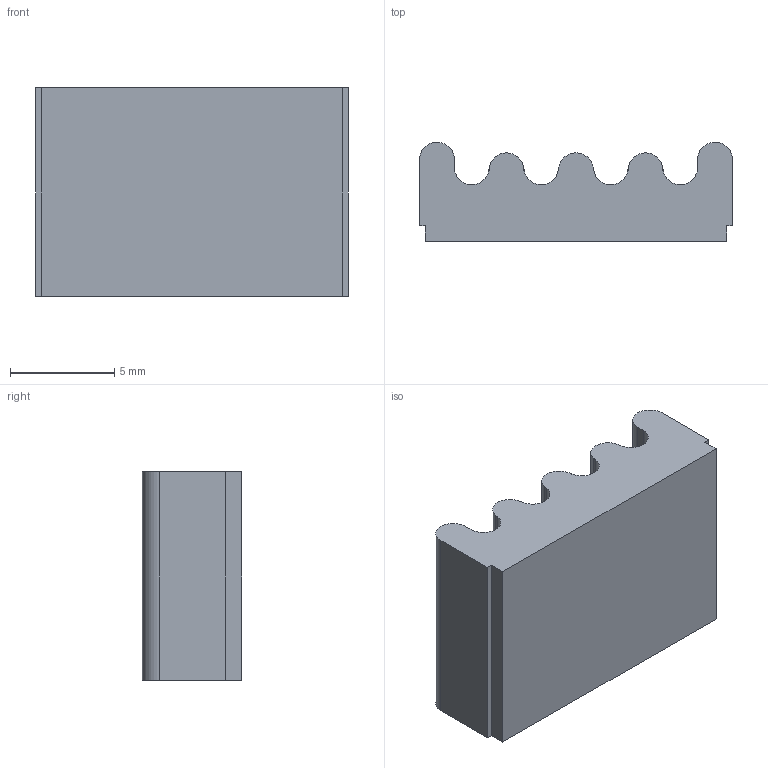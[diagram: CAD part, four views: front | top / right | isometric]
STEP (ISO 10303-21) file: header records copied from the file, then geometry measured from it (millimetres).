
FILE_DESCRIPTION (( 'STEP AP214' ), '1' );
FILE_NAME ('4504121-0_Industrilas.step', '2025-09-03T06:50:30', ( '' ), ( '' ), 'SwSTEP 2.0', 'SolidWorks 2010', '' );
FILE_SCHEMA (( 'AUTOMOTIVE_DESIGN' ));
Length unit declared in the file: millimetre
Products named in the file (1): 4504121-0_Industrilas
Bounding box: 15 x 4.76 x 10 mm (x, y, z)
Volume: 545.1 mm3; surface area: 588.8 mm2
Topology: 1 solids, 1 shells, 26 faces, 72 edges, 48 vertices
Faces by surface type: plane 17, cylinder 9
Entity records: 868 total; most frequent: CARTESIAN_POINT 147, ORIENTED_EDGE 144, DIRECTION 144, EDGE_CURVE 72, LINE 54, VECTOR 54, VERTEX_POINT 48, AXIS2_PLACEMENT_3D 45
